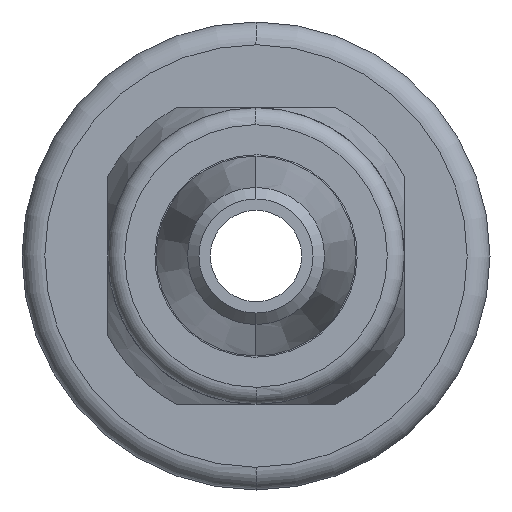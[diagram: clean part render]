
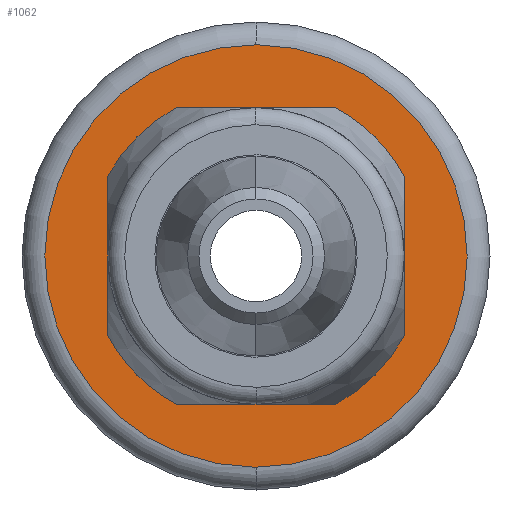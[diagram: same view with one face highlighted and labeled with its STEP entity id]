
A CAD part, left-side view. The second image highlights one B-rep face of the part: STEP entity #1062.
In plain terms, the highlighted planar face has unit normal (-1, 0, 0).
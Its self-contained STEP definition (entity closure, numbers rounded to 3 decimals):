
#100=CARTESIAN_POINT('',(0.,0.,0.));
#101=DIRECTION('',(1.,0.,0.));
#102=DIRECTION('',(0.,-0.01,1.));
#103=AXIS2_PLACEMENT_3D('',#100,#101,#102);
#105=CARTESIAN_POINT('',(0.,0.,0.));
#106=DIRECTION('',(1.,0.,0.));
#107=DIRECTION('',(0.,0.01,-1.));
#108=AXIS2_PLACEMENT_3D('',#105,#106,#107);
#110=CARTESIAN_POINT('',(0.,0.,0.));
#111=DIRECTION('',(-1.,0.,0.));
#112=DIRECTION('',(0.,0.,1.));
#113=AXIS2_PLACEMENT_3D('',#110,#111,#112);
#115=CARTESIAN_POINT('',(0.,0.,0.));
#116=DIRECTION('',(-1.,0.,0.));
#117=DIRECTION('',(0.,0.,-1.));
#118=AXIS2_PLACEMENT_3D('',#115,#116,#117);
#120=CARTESIAN_POINT('',(0.,0.,0.));
#121=DIRECTION('',(-1.,0.,0.));
#122=DIRECTION('',(0.,-0.01,1.));
#123=AXIS2_PLACEMENT_3D('',#120,#121,#122);
#135=CARTESIAN_POINT('',(0.,0.,0.));
#136=DIRECTION('',(-1.,0.,0.));
#137=DIRECTION('',(0.,0.01,-1.));
#138=AXIS2_PLACEMENT_3D('',#135,#136,#137);
#746=CARTESIAN_POINT('',(0.,0.,2.6));
#747=VERTEX_POINT('',#746);
#748=CARTESIAN_POINT('',(0.,0.,-2.6));
#749=VERTEX_POINT('',#748);
#792=CARTESIAN_POINT('',(0.,-0.037,3.7));
#793=CARTESIAN_POINT('',(0.,0.001,3.7));
#794=VERTEX_POINT('',#792);
#795=VERTEX_POINT('',#793);
#796=CARTESIAN_POINT('',(0.,-0.001,-3.7));
#797=VERTEX_POINT('',#796);
#798=CARTESIAN_POINT('',(0.,0.037,-3.7));
#799=VERTEX_POINT('',#798);
#1043=CARTESIAN_POINT('',(0.,0.,0.));
#1044=DIRECTION('',(-1.,0.,0.));
#1045=DIRECTION('',(0.,0.,-1.));
#1046=AXIS2_PLACEMENT_3D('',#1043,#1044,#1045);
#1047=PLANE('',#1046);
#1049=ORIENTED_EDGE('',*,*,#1048,.F.);
#1051=ORIENTED_EDGE('',*,*,#1050,.T.);
#1053=ORIENTED_EDGE('',*,*,#1052,.F.);
#1055=ORIENTED_EDGE('',*,*,#1054,.T.);
#1056=EDGE_LOOP('',(#1049,#1051,#1053,#1055));
#1057=FACE_OUTER_BOUND('',#1056,.F.);
#1058=ORIENTED_EDGE('',*,*,#1035,.T.);
#1059=ORIENTED_EDGE('',*,*,#927,.T.);
#1060=EDGE_LOOP('',(#1058,#1059));
#1061=FACE_BOUND('',#1060,.F.);
#1062=ADVANCED_FACE('',(#1057,#1061),#1047,.T.);
#104=CIRCLE('',#103,3.7);
#109=CIRCLE('',#108,3.7);
#114=CIRCLE('',#113,2.6);
#119=CIRCLE('',#118,2.6);
#124=CIRCLE('',#123,3.7);
#139=CIRCLE('',#138,3.7);
#927=EDGE_CURVE('',#749,#747,#119,.T.);
#1035=EDGE_CURVE('',#747,#749,#114,.T.);
#1048=EDGE_CURVE('',#794,#795,#124,.T.);
#1050=EDGE_CURVE('',#794,#797,#104,.T.);
#1052=EDGE_CURVE('',#799,#797,#139,.T.);
#1054=EDGE_CURVE('',#799,#795,#109,.T.);
